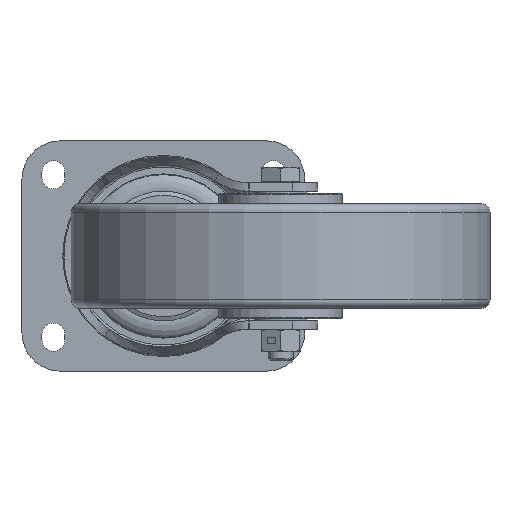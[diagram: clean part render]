
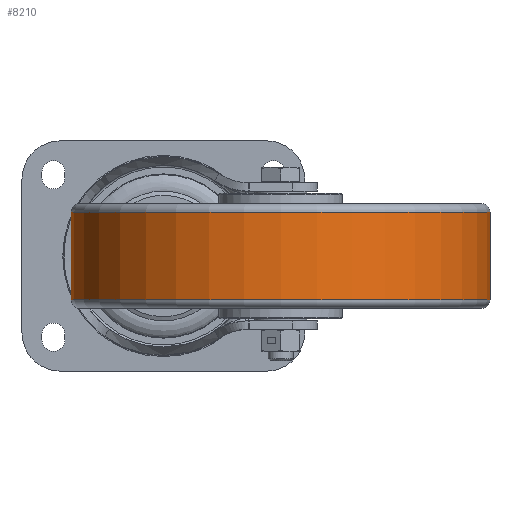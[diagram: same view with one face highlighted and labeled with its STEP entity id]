
A CAD part, front view. The second image highlights one B-rep face of the part: STEP entity #8210.
In plain terms, the highlighted cylindrical face has radius 100 mm (diameter 200 mm), a full revolution.
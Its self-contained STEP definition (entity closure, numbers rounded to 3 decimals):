
#2191 = VERTEX_POINT ( 'NONE', #28101 ) ;
#2880 = AXIS2_PLACEMENT_3D ( 'NONE', #19676, #5077, #17173 ) ;
#5077 = DIRECTION ( 'NONE',  ( 0., 0., 1. ) ) ;
#5705 = CYLINDRICAL_SURFACE ( 'NONE', #7219, 100. ) ;
#5929 = ORIENTED_EDGE ( 'NONE', *, *, #8778, .T. ) ;
#6795 = DIRECTION ( 'NONE',  ( -1., 0., 0. ) ) ;
#7219 = AXIS2_PLACEMENT_3D ( 'NONE', #30807, #18875, #19170 ) ;
#8013 = ORIENTED_EDGE ( 'NONE', *, *, #14400, .T. ) ;
#8210 = ADVANCED_FACE ( 'NONE', ( #15797, #17286 ), #5705, .T. ) ;
#8778 = EDGE_CURVE ( 'NONE', #2191, #2191, #19292, .T. ) ;
#8921 = VERTEX_POINT ( 'NONE', #25652 ) ;
#12346 = EDGE_LOOP ( 'NONE', ( #5929 ) ) ;
#12540 = EDGE_LOOP ( 'NONE', ( #8013 ) ) ;
#14400 = EDGE_CURVE ( 'NONE', #8921, #8921, #27374, .T. ) ;
#15797 = FACE_OUTER_BOUND ( 'NONE', #12346, .T. ) ;
#16096 = DIRECTION ( 'NONE',  ( 0., 0., -1. ) ) ;
#16248 = AXIS2_PLACEMENT_3D ( 'NONE', #30417, #16096, #6795 ) ;
#17173 = DIRECTION ( 'NONE',  ( 1., 0., 0. ) ) ;
#17286 = FACE_OUTER_BOUND ( 'NONE', #12540, .T. ) ;
#18875 = DIRECTION ( 'NONE',  ( 0., 0., -1. ) ) ;
#19170 = DIRECTION ( 'NONE',  ( -1., 0., 0. ) ) ;
#19292 = CIRCLE ( 'NONE', #16248, 100. ) ;
#19676 = CARTESIAN_POINT ( 'NONE',  ( 56., -145., -21. ) ) ;
#25652 = CARTESIAN_POINT ( 'NONE',  ( 156., -145., -21. ) ) ;
#27374 = CIRCLE ( 'NONE', #2880, 100. ) ;
#28101 = CARTESIAN_POINT ( 'NONE',  ( -44., -145., 21. ) ) ;
#30417 = CARTESIAN_POINT ( 'NONE',  ( 56., -145., 21. ) ) ;
#30807 = CARTESIAN_POINT ( 'NONE',  ( 56., -145., -41.019 ) ) ;
